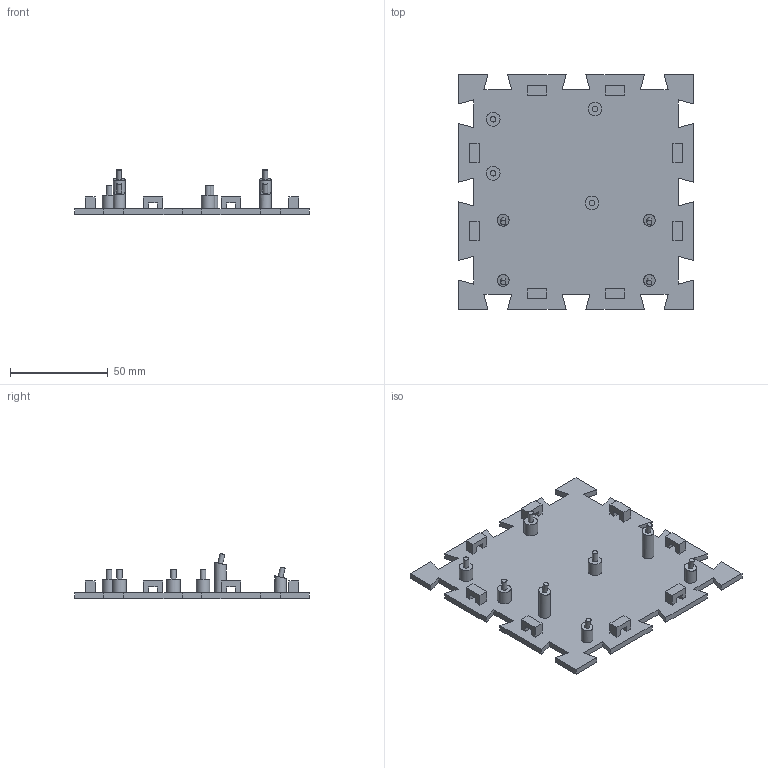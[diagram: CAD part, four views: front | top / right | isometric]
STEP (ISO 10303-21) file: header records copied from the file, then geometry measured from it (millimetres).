
FILE_DESCRIPTION(/* description */ (''),/* implementation_level */ '2;1');
FILE_NAME(/* name */ '1 arduino_and_screen_tile v14.step',/* time_stamp */ '2024-10-01T12:25:34+02:00',/* author */ (''),/* organization */ (''),/* preprocessor_version */ 'ST-DEVELOPER v20',/* originating_system */ 'Autodesk Translation Framework v13.20.0.188',/* authorisation */ '');
FILE_SCHEMA (('AUTOMOTIVE_DESIGN { 1 0 10303 214 3 1 1 }'));
Length unit declared in the file: millimetre
Products named in the file (2): 1 arduino_and_screen_tile; 0 base_tile
Assembly tree (1 placements, depth 2):
  1 arduino_and_screen_tile
    0 base_tile
Bounding box: 120 x 120 x 23.1 mm (x, y, z)
Volume: 44307.8 mm3; surface area: 33344.2 mm2
Topology: 17 solids, 17 shells, 174 faces, 396 edges, 264 vertices
Faces by surface type: plane 158, cylinder 16
Full cylindrical faces by diameter (mm): 2.5 x4, 2.8 x4, 6 x4, 7 x4
Entity records: 4851 total; most frequent: CARTESIAN_POINT 837, ORIENTED_EDGE 792, DIRECTION 782, EDGE_CURVE 396, LINE 364, VECTOR 364, VERTEX_POINT 264, AXIS2_PLACEMENT_3D 209
